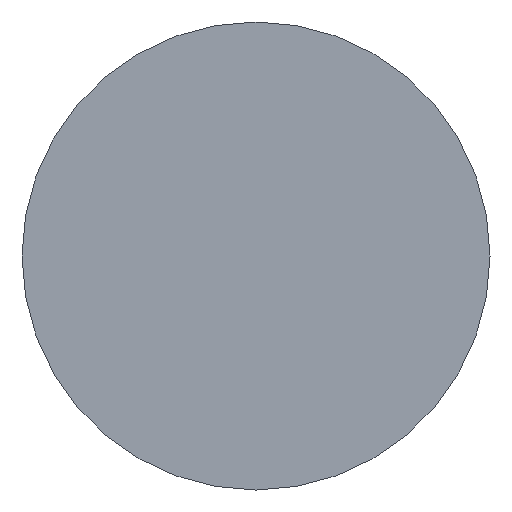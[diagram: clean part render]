
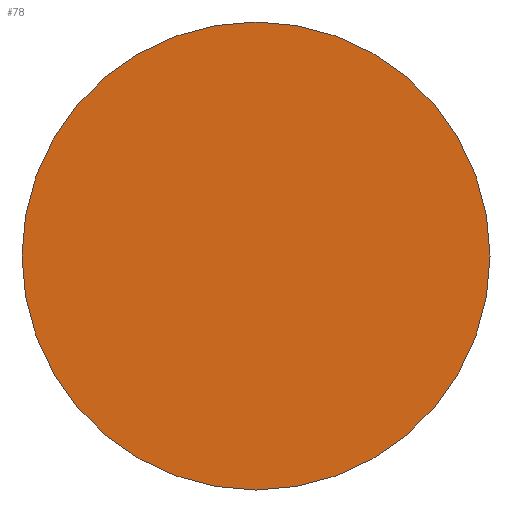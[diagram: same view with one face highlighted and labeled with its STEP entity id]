
A CAD part, front view. The second image highlights one B-rep face of the part: STEP entity #78.
In plain terms, the highlighted planar face has unit normal (0, -1, 0).
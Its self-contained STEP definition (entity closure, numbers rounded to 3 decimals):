
#78=ADVANCED_FACE('',(#186),#187,.T.);
#186=FACE_OUTER_BOUND('',#326,.T.);
#187=PLANE('',#327);
#326=EDGE_LOOP('',(#479,#480));
#327=AXIS2_PLACEMENT_3D('',#481,#482,#483);
#479=ORIENTED_EDGE('',*,*,#792,.T.);
#480=ORIENTED_EDGE('',*,*,#778,.T.);
#481=CARTESIAN_POINT('',(0.0,0.0,0.0));
#482=DIRECTION('',(0.0,-1.0,0.0));
#483=DIRECTION('',(-1.0,0.0,0.0));
#778=EDGE_CURVE('',#906,#903,#907,.T.);
#792=EDGE_CURVE('',#903,#906,#926,.T.);
#903=VERTEX_POINT('',#1078);
#906=VERTEX_POINT('',#1082);
#907=CIRCLE('',#1083,40.0);
#926=CIRCLE('',#1105,40.0);
#1078=CARTESIAN_POINT('',(40.0,0.0,0.0));
#1082=CARTESIAN_POINT('',(-40.0,0.0,0.));
#1083=AXIS2_PLACEMENT_3D('',#1541,#1542,#1543);
#1105=AXIS2_PLACEMENT_3D('',#1565,#1566,#1567);
#1541=CARTESIAN_POINT('',(0.0,0.0,0.0));
#1542=DIRECTION('',(0.0,-1.0,0.0));
#1543=DIRECTION('',(1.0,0.0,0.0));
#1565=CARTESIAN_POINT('',(0.0,0.0,0.0));
#1566=DIRECTION('',(0.0,-1.0,0.0));
#1567=DIRECTION('',(1.0,0.0,0.0));
